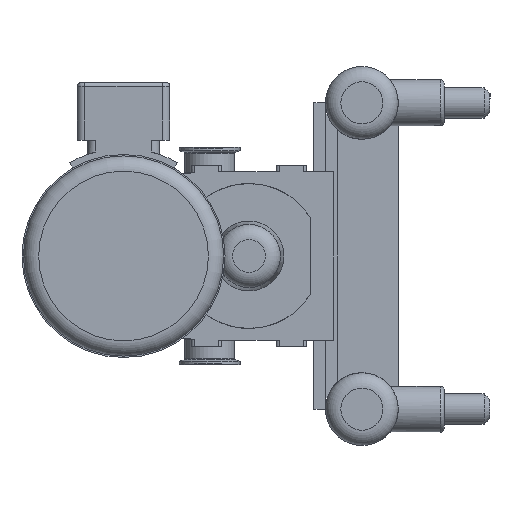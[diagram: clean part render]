
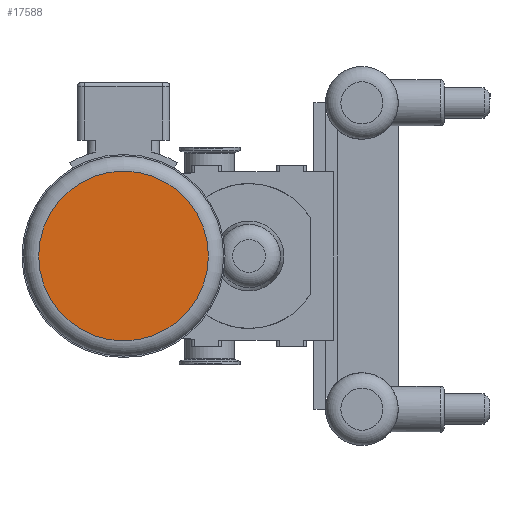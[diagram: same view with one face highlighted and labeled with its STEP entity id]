
A CAD part, left-side view. The second image highlights one B-rep face of the part: STEP entity #17588.
In plain terms, the highlighted planar face has unit normal (-1, 0, 0).
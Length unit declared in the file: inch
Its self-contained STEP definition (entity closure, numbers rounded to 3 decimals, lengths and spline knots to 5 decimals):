
#937=PLANE('',#18677);
#4480=FACE_OUTER_BOUND('',#5527,.T.);
#5527=EDGE_LOOP('',(#12574,#12575));
#6560=CIRCLE('',#18674,2.77);
#6561=CIRCLE('',#18675,2.77);
#7646=VERTEX_POINT('',#26946);
#7647=VERTEX_POINT('',#26948);
#9522=EDGE_CURVE('',#7646,#7647,#6560,.T.);
#9523=EDGE_CURVE('',#7647,#7646,#6561,.T.);
#12574=ORIENTED_EDGE('',*,*,#9523,.F.);
#12575=ORIENTED_EDGE('',*,*,#9522,.F.);
#17588=ADVANCED_FACE('',(#4480),#937,.T.);
#18674=AXIS2_PLACEMENT_3D('',#26949,#20985,#20986);
#18675=AXIS2_PLACEMENT_3D('',#26950,#20987,#20988);
#18677=AXIS2_PLACEMENT_3D('',#26952,#20991,#20992);
#20985=DIRECTION('center_axis',(1.,0.,0.));
#20986=DIRECTION('ref_axis',(0.,0.,
1.));
#20987=DIRECTION('center_axis',(1.,0.,0.));
#20988=DIRECTION('ref_axis',(0.,0.,
1.));
#20991=DIRECTION('center_axis',(-1.,0.,0.));
#20992=DIRECTION('ref_axis',(0.,1.,0.));
#26946=CARTESIAN_POINT('',(-31.095,5.583,0.));
#26948=CARTESIAN_POINT('',(-31.095,2.813,-2.77));
#26949=CARTESIAN_POINT('Origin',(-31.095,2.813,0.));
#26950=CARTESIAN_POINT('Origin',(-31.095,2.813,0.));
#26952=CARTESIAN_POINT('Origin',(-31.095,2.813,-3.27));
